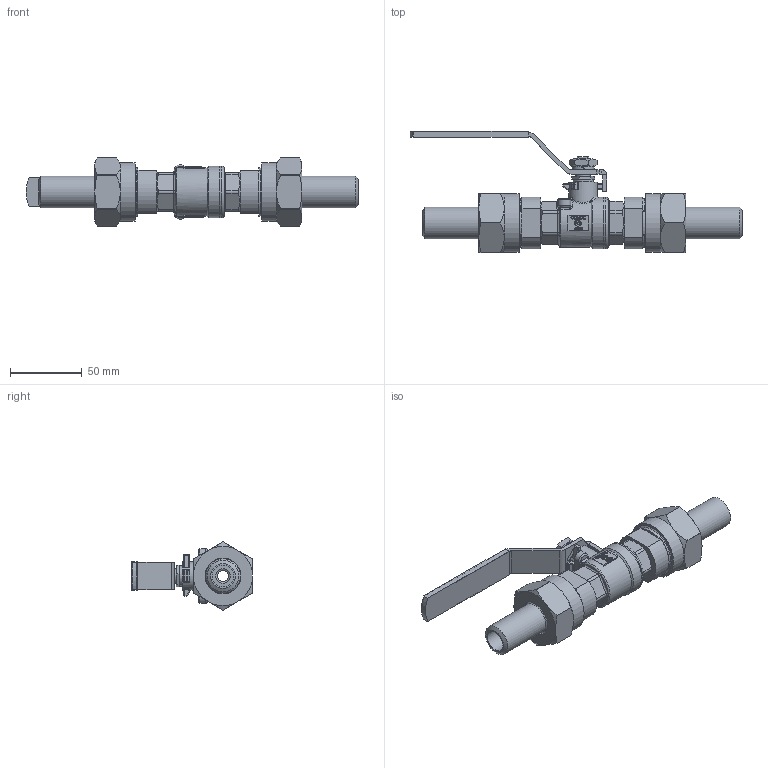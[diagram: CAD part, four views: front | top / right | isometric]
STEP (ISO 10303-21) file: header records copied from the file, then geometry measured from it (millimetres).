
FILE_DESCRIPTION((''),'2;1');
FILE_NAME('ФБ39 370 015 700.stp','2013-04-01T14:40:42',('��������'),(''),'Autodesk Inventor 2013','Autodesk Inventor 2013','');
FILE_SCHEMA(('AUTOMOTIVE_DESIGN { 1 0 10303 214 1 1 1 1 }'));
Length unit declared in the file: millimetre
Products named in the file (22): ФБ39 370 015 700; ФБ39 330 015 700; Корпус; ФБ39 210 015 707; Кольцо330_15_700_ниж; Шпиндель; Седло; Штуцер; Втулка резьбовая 330_015; Изделие2; ФБ39 330 015 711; Рукав330_015_700; ФБ39 330 015 704; ФБ39 330 015 703; ФБ39 330 015 702; Шайба 8 # ГОСТ 6402-70 Исполнение 1; Гайка M10 # ГОСТ 5916-70 Исполнение 1; ФБ39 330 015 706; ФБ39 370 015 701; ФБ39 170 015 004; ФБ39 170 015 002; ФБ39 170 015 003
Assembly tree (26 placements, depth 4):
  ФБ39 370 015 700
    ФБ39 330 015 700
      Корпус
      ФБ39 210 015 707
      Кольцо330_15_700_ниж
      Шпиндель
      Седло  x2
      Штуцер
      Втулка резьбовая 330_015
      Изделие2
        ФБ39 330 015 711
        Рукав330_015_700
      ФБ39 330 015 704
      ФБ39 330 015 703
      ФБ39 330 015 702
      Шайба 8 # ГОСТ 6402-70 Исполнение 1
      Гайка M10 # ГОСТ 5916-70 Исполнение 1
      ФБ39 330 015 706
    ФБ39 370 015 701  x2
    ФБ39 170 015 004  x2
    ФБ39 170 015 002  x2
    ФБ39 170 015 003  x2
Bounding box: 230.87 x 84.12 x 47.3 mm (x, y, z)
Volume: 168450.6 mm3; surface area: 88129.7 mm2
Topology: 24 solids, 24 shells, 907 faces, 2160 edges, 1353 vertices
Faces by surface type: plane 383, cylinder 203, bspline 178, cone 77, torus 53, sphere 13
Full cylindrical faces by diameter (mm): 6 x2, 8 x2, 8.377 x1, 10 x8, 10.5 x1, 12.8 x3, 12.917 x1, 13 x1, 13.5 x2, 14 x1, 15 x7, 18 x2, 18.631 x2, 20 x1, 20.955 x2, 22 x12, 24 x2, 25 x2, 27 x1, 27.877 x1, 30 x1, 30.201 x1, 33 x8, 33.5 x2, 33.8 x2, 34.376 x2, 36 x4, 36.7 x2, 41 x2
Entity records: 26777 total; most frequent: CARTESIAN_POINT 8478, ORIENTED_EDGE 3702, DIRECTION 3338, EDGE_CURVE 1851, AXIS2_PLACEMENT_3D 1227, VERTEX_POINT 1219, EDGE_LOOP 1008, VECTOR 884
